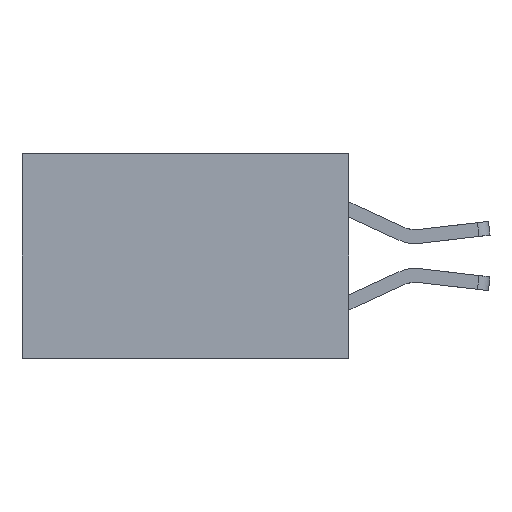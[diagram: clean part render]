
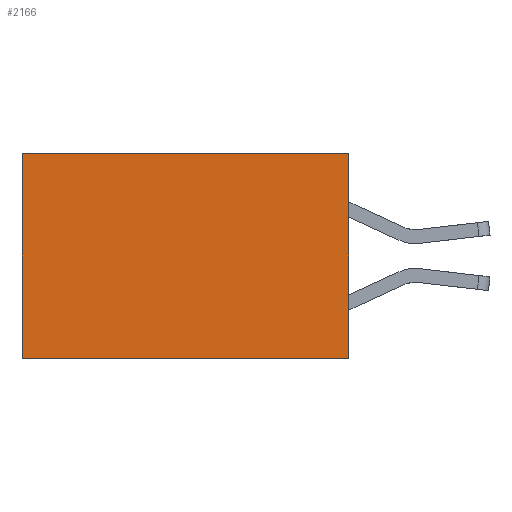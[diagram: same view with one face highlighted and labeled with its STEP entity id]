
A CAD part, left-side view. The second image highlights one B-rep face of the part: STEP entity #2166.
In plain terms, the highlighted planar face has unit normal (-1, 0, 0).
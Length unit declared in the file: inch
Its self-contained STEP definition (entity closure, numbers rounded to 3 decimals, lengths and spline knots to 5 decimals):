
#149 = CARTESIAN_POINT ( 'NONE',  ( 0.277, 0., -0.37 ) ) ;
#301 = DIRECTION ( 'NONE',  ( 0., 0., -1. ) ) ;
#914 = CARTESIAN_POINT ( 'NONE',  ( 0.277, 0.59, 0. ) ) ;
#1199 = DIRECTION ( 'NONE',  ( 0., 1., 0. ) ) ;
#1210 = VECTOR ( 'NONE', #1199, 39.37008 ) ;
#1529 = VECTOR ( 'NONE', #12568, 39.37008 ) ;
#2166 = ADVANCED_FACE ( 'NONE', ( #12242 ), #2823, .F. ) ;
#2732 = DIRECTION ( 'NONE',  ( 0., 0., -1. ) ) ;
#2776 = EDGE_LOOP ( 'NONE', ( #3214, #11918, #3435, #3367 ) ) ;
#2823 = PLANE ( 'NONE',  #10612 ) ;
#2832 = EDGE_CURVE ( 'NONE', #5353, #5912, #10111, .T. ) ;
#3214 = ORIENTED_EDGE ( 'NONE', *, *, #2832, .T. ) ;
#3367 = ORIENTED_EDGE ( 'NONE', *, *, #10992, .T. ) ;
#3435 = ORIENTED_EDGE ( 'NONE', *, *, #7501, .F. ) ;
#3791 = CARTESIAN_POINT ( 'NONE',  ( 0.277, 0.59, -0.37 ) ) ;
#3795 = DIRECTION ( 'NONE',  ( 0., 0., -1. ) ) ;
#4280 = CARTESIAN_POINT ( 'NONE',  ( 0.277, 0., 0. ) ) ;
#4646 = CARTESIAN_POINT ( 'NONE',  ( 0.277, 0.59, -0.37 ) ) ;
#4792 = CARTESIAN_POINT ( 'NONE',  ( 0.277, 0., -0.37 ) ) ;
#5353 = VERTEX_POINT ( 'NONE', #914 ) ;
#5744 = CARTESIAN_POINT ( 'NONE',  ( 0.277, 0., -0.37 ) ) ;
#5912 = VERTEX_POINT ( 'NONE', #3791 ) ;
#6749 = VERTEX_POINT ( 'NONE', #149 ) ;
#6970 = CARTESIAN_POINT ( 'NONE',  ( 0.277, 0., 0. ) ) ;
#7501 = EDGE_CURVE ( 'NONE', #11292, #6749, #8720, .T. ) ;
#7511 = VECTOR ( 'NONE', #2732, 39.37008 ) ;
#8720 = LINE ( 'NONE', #9000, #11011 ) ;
#8966 = LINE ( 'NONE', #6970, #1210 ) ;
#9000 = CARTESIAN_POINT ( 'NONE',  ( 0.277, 0., -0.37 ) ) ;
#9320 = LINE ( 'NONE', #4792, #1529 ) ;
#9609 = EDGE_CURVE ( 'NONE', #6749, #5912, #9320, .T. ) ;
#9666 = DIRECTION ( 'NONE',  ( 1., 0., 0. ) ) ;
#10111 = LINE ( 'NONE', #4646, #7511 ) ;
#10612 = AXIS2_PLACEMENT_3D ( 'NONE', #5744, #9666, #3795 ) ;
#10992 = EDGE_CURVE ( 'NONE', #11292, #5353, #8966, .T. ) ;
#11011 = VECTOR ( 'NONE', #301, 39.37008 ) ;
#11292 = VERTEX_POINT ( 'NONE', #4280 ) ;
#11918 = ORIENTED_EDGE ( 'NONE', *, *, #9609, .F. ) ;
#12242 = FACE_OUTER_BOUND ( 'NONE', #2776, .T. ) ;
#12568 = DIRECTION ( 'NONE',  ( 0., 1., 0. ) ) ;
